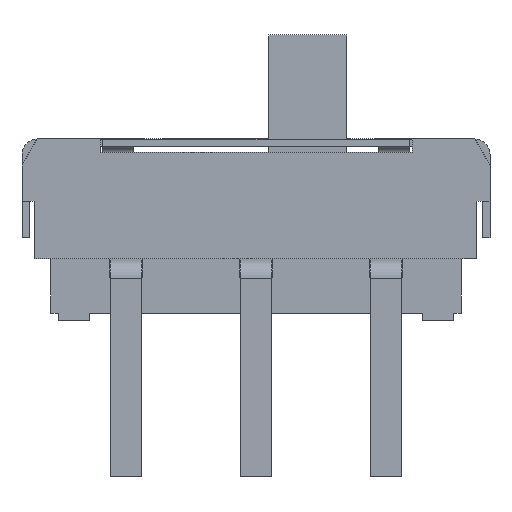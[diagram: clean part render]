
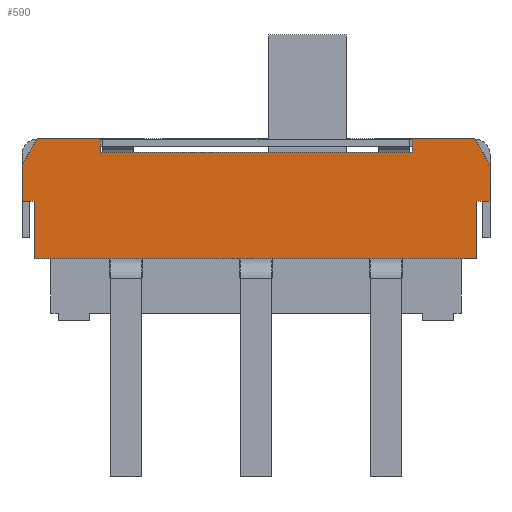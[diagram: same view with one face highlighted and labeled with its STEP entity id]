
A CAD part, left-side view. The second image highlights one B-rep face of the part: STEP entity #590.
In plain terms, the highlighted planar face has unit normal (-1, 0, 0).
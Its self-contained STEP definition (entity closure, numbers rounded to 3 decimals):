
#590 = ADVANCED_FACE( '', ( #1386 ), #1387, .F. );
#1386 = FACE_OUTER_BOUND( '', #2419, .T. );
#1387 = PLANE( '', #2420 );
#2419 = EDGE_LOOP( '', ( #3963, #3964, #3965, #3966, #3967, #3968, #3969, #3970, #3971, #3972, #3973, #3974, #3975, #3976 ) );
#2420 = AXIS2_PLACEMENT_3D( '', #3977, #3978, #3979 );
#3963 = ORIENTED_EDGE( '', *, *, #6570, .F. );
#3964 = ORIENTED_EDGE( '', *, *, #6828, .T. );
#3965 = ORIENTED_EDGE( '', *, *, #6829, .F. );
#3966 = ORIENTED_EDGE( '', *, *, #6377, .F. );
#3967 = ORIENTED_EDGE( '', *, *, #6727, .T. );
#3968 = ORIENTED_EDGE( '', *, *, #6830, .T. );
#3969 = ORIENTED_EDGE( '', *, *, #6831, .T. );
#3970 = ORIENTED_EDGE( '', *, *, #6718, .T. );
#3971 = ORIENTED_EDGE( '', *, *, #6832, .F. );
#3972 = ORIENTED_EDGE( '', *, *, #6833, .T. );
#3973 = ORIENTED_EDGE( '', *, *, #6834, .F. );
#3974 = ORIENTED_EDGE( '', *, *, #6481, .F. );
#3975 = ORIENTED_EDGE( '', *, *, #6835, .T. );
#3976 = ORIENTED_EDGE( '', *, *, #6836, .T. );
#3977 = CARTESIAN_POINT( '', ( -1.75, 0., 0. ) );
#3978 = DIRECTION( '', ( 1., 0., 0. ) );
#3979 = DIRECTION( '', ( 0., 0., -1. ) );
#6377 = EDGE_CURVE( '', #7649, #7645, #7651, .T. );
#6481 = EDGE_CURVE( '', #7839, #7835, #7841, .T. );
#6570 = EDGE_CURVE( '', #7993, #7995, #7996, .T. );
#6718 = EDGE_CURVE( '', #8251, #8248, #8252, .T. );
#6727 = EDGE_CURVE( '', #7649, #8266, #8268, .T. );
#6828 = EDGE_CURVE( '', #7993, #8426, #8427, .F. );
#6829 = EDGE_CURVE( '', #7645, #8426, #8428, .T. );
#6830 = EDGE_CURVE( '', #8266, #8429, #8430, .T. );
#6831 = EDGE_CURVE( '', #8429, #8251, #8431, .T. );
#6832 = EDGE_CURVE( '', #8432, #8248, #8433, .T. );
#6833 = EDGE_CURVE( '', #8432, #8434, #8435, .F. );
#6834 = EDGE_CURVE( '', #7835, #8434, #8436, .T. );
#6835 = EDGE_CURVE( '', #7839, #8437, #8438, .T. );
#6836 = EDGE_CURVE( '', #8437, #7995, #8439, .T. );
#7645 = VERTEX_POINT( '', #9525 );
#7649 = VERTEX_POINT( '', #9531 );
#7651 = LINE( '', #9534, #9535 );
#7835 = VERTEX_POINT( '', #9796 );
#7839 = VERTEX_POINT( '', #9802 );
#7841 = LINE( '', #9805, #9806 );
#7993 = VERTEX_POINT( '', #10022 );
#7995 = VERTEX_POINT( '', #10025 );
#7996 = LINE( '', #10026, #10027 );
#8248 = VERTEX_POINT( '', #10393 );
#8251 = VERTEX_POINT( '', #10397 );
#8252 = LINE( '', #10398, #10399 );
#8266 = VERTEX_POINT( '', #10419 );
#8268 = LINE( '', #10422, #10423 );
#8426 = VERTEX_POINT( '', #10653 );
#8427 = LINE( '', #10654, #10655 );
#8428 = LINE( '', #10656, #10657 );
#8429 = VERTEX_POINT( '', #10658 );
#8430 = LINE( '', #10659, #10660 );
#8431 = LINE( '', #10661, #10662 );
#8432 = VERTEX_POINT( '', #10663 );
#8433 = LINE( '', #10664, #10665 );
#8434 = VERTEX_POINT( '', #10666 );
#8435 = LINE( '', #10667, #10668 );
#8436 = LINE( '', #10669, #10670 );
#8437 = VERTEX_POINT( '', #10671 );
#8438 = LINE( '', #10672, #10673 );
#8439 = LINE( '', #10674, #10675 );
#9525 = CARTESIAN_POINT( '', ( -1.75, 4.5, 1.1 ) );
#9531 = CARTESIAN_POINT( '', ( -1.75, 4.25, 1.1 ) );
#9534 = CARTESIAN_POINT( '', ( -1.75, 4.25, 1.1 ) );
#9535 = VECTOR( '', #12221, 1000. );
#9796 = CARTESIAN_POINT( '', ( -1.75, -3., 2.3 ) );
#9802 = CARTESIAN_POINT( '', ( -1.75, -3., 2.05 ) );
#9805 = CARTESIAN_POINT( '', ( -1.75, -3., 2.05 ) );
#9806 = VECTOR( '', #12318, 1000. );
#10022 = CARTESIAN_POINT( '', ( -1.75, 4.211, 2.3 ) );
#10025 = CARTESIAN_POINT( '', ( -1.75, 3., 2.3 ) );
#10026 = CARTESIAN_POINT( '', ( -1.75, 4.5, 2.3 ) );
#10027 = VECTOR( '', #12398, 1000. );
#10393 = CARTESIAN_POINT( '', ( -1.75, -4.5, 1.1 ) );
#10397 = CARTESIAN_POINT( '', ( -1.75, -4.25, 1.1 ) );
#10398 = CARTESIAN_POINT( '', ( -1.75, -4.25, 1.1 ) );
#10399 = VECTOR( '', #12525, 1000. );
#10419 = CARTESIAN_POINT( '', ( -1.75, 4.25, 0. ) );
#10422 = CARTESIAN_POINT( '', ( -1.75, 4.25, 1.1 ) );
#10423 = VECTOR( '', #12533, 1000. );
#10653 = CARTESIAN_POINT( '', ( -1.75, 4.5, 1.8 ) );
#10654 = CARTESIAN_POINT( '', ( -1.75, 4.211, 2.3 ) );
#10655 = VECTOR( '', #12624, 1000. );
#10656 = CARTESIAN_POINT( '', ( -1.75, 4.5, -1.2 ) );
#10657 = VECTOR( '', #12625, 1000. );
#10658 = CARTESIAN_POINT( '', ( -1.75, -4.25, 0. ) );
#10659 = CARTESIAN_POINT( '', ( -1.75, 4.25, 0. ) );
#10660 = VECTOR( '', #12626, 1000. );
#10661 = CARTESIAN_POINT( '', ( -1.75, -4.25, 1.1 ) );
#10662 = VECTOR( '', #12627, 1000. );
#10663 = CARTESIAN_POINT( '', ( -1.75, -4.5, 1.8 ) );
#10664 = CARTESIAN_POINT( '', ( -1.75, -4.5, 2.3 ) );
#10665 = VECTOR( '', #12628, 1000. );
#10666 = CARTESIAN_POINT( '', ( -1.75, -4.211, 2.3 ) );
#10667 = CARTESIAN_POINT( '', ( -1.75, -4.5, 1.8 ) );
#10668 = VECTOR( '', #12629, 1000. );
#10669 = CARTESIAN_POINT( '', ( -1.75, 4.5, 2.3 ) );
#10670 = VECTOR( '', #12630, 1000. );
#10671 = CARTESIAN_POINT( '', ( -1.75, 3., 2.05 ) );
#10672 = CARTESIAN_POINT( '', ( -1.75, -3., 2.05 ) );
#10673 = VECTOR( '', #12631, 1000. );
#10674 = CARTESIAN_POINT( '', ( -1.75, 3., 2.05 ) );
#10675 = VECTOR( '', #12632, 1000. );
#12221 = DIRECTION( '', ( 0., 1., 0. ) );
#12318 = DIRECTION( '', ( 0., 0., 1. ) );
#12398 = DIRECTION( '', ( 0., -1., 0. ) );
#12525 = DIRECTION( '', ( 0., -1., 0. ) );
#12533 = DIRECTION( '', ( 0., 0., -1. ) );
#12624 = DIRECTION( '', ( 0., -0.5, 0.866 ) );
#12625 = DIRECTION( '', ( 0., 0., 1. ) );
#12626 = DIRECTION( '', ( 0., -1., 0. ) );
#12627 = DIRECTION( '', ( 0., 0., 1. ) );
#12628 = DIRECTION( '', ( 0., 0., -1. ) );
#12629 = DIRECTION( '', ( 0., -0.5, -0.866 ) );
#12630 = DIRECTION( '', ( 0., -1., 0. ) );
#12631 = DIRECTION( '', ( 0., 1., 0. ) );
#12632 = DIRECTION( '', ( 0., 0., 1. ) );
